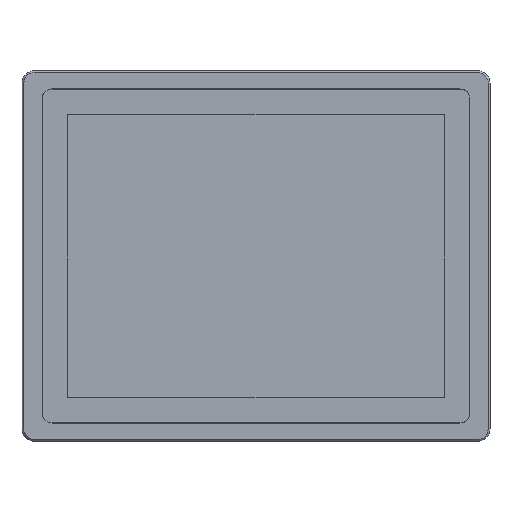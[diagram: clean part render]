
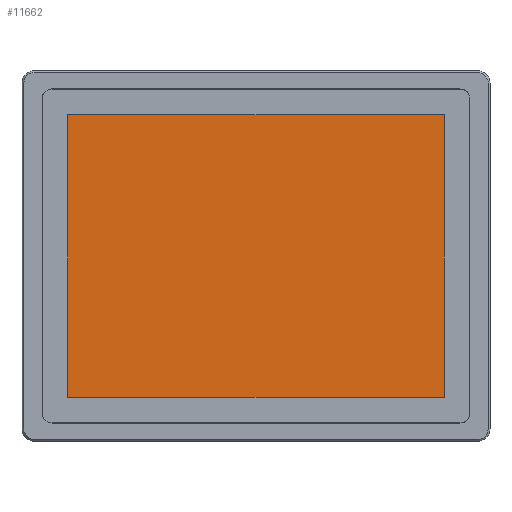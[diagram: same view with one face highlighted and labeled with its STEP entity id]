
A CAD part, top view. The second image highlights one B-rep face of the part: STEP entity #11662.
In plain terms, the highlighted planar face has unit normal (0, 0, 1).
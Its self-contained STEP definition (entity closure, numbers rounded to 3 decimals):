
#3205 = CARTESIAN_POINT ( 'NONE',  ( -199.54, -61.585, 12.8 ) ) ;
#6812 = EDGE_CURVE ( 'NONE', #46143, #67001, #76965, .T. ) ;
#11662 = ADVANCED_FACE ( 'NONE', ( #78795 ), #63371, .T. ) ;
#12595 = CARTESIAN_POINT ( 'NONE',  ( 105.46, 167.425, 12.8 ) ) ;
#12836 = LINE ( 'NONE', #34428, #49785 ) ;
#14796 = ORIENTED_EDGE ( 'NONE', *, *, #51412, .T. ) ;
#19447 = ORIENTED_EDGE ( 'NONE', *, *, #75699, .T. ) ;
#20848 = VECTOR ( 'NONE', #75210, 1000. ) ;
#22186 = CARTESIAN_POINT ( 'NONE',  ( 105.46, 167.425, 12.8 ) ) ;
#26148 = DIRECTION ( 'NONE',  ( 0., 1., 0. ) ) ;
#33007 = DIRECTION ( 'NONE',  ( 0., 0., 1. ) ) ;
#33824 = DIRECTION ( 'NONE',  ( 1., 0., 0. ) ) ;
#34428 = CARTESIAN_POINT ( 'NONE',  ( 105.46, -61.585, 12.8 ) ) ;
#35219 = LINE ( 'NONE', #3205, #63844 ) ;
#39481 = EDGE_LOOP ( 'NONE', ( #85051, #94147, #19447, #14796 ) ) ;
#46143 = VERTEX_POINT ( 'NONE', #12595 ) ;
#47711 = CARTESIAN_POINT ( 'NONE',  ( -47.04, 52.92, 12.8 ) ) ;
#48895 = EDGE_CURVE ( 'NONE', #89727, #46143, #12836, .T. ) ;
#49785 = VECTOR ( 'NONE', #26148, 1000. ) ;
#50146 = VERTEX_POINT ( 'NONE', #87978 ) ;
#51412 = EDGE_CURVE ( 'NONE', #50146, #89727, #35219, .T. ) ;
#63371 = PLANE ( 'NONE',  #85452 ) ;
#63844 = VECTOR ( 'NONE', #33824, 1000. ) ;
#67001 = VERTEX_POINT ( 'NONE', #89080 ) ;
#72277 = VECTOR ( 'NONE', #79699, 1000. ) ;
#75210 = DIRECTION ( 'NONE',  ( -1., 0., 0. ) ) ;
#75699 = EDGE_CURVE ( 'NONE', #67001, #50146, #79484, .T. ) ;
#76965 = LINE ( 'NONE', #22186, #20848 ) ;
#77769 = DIRECTION ( 'NONE',  ( 1., 0., 0. ) ) ;
#78795 = FACE_OUTER_BOUND ( 'NONE', #39481, .T. ) ;
#79484 = LINE ( 'NONE', #94708, #72277 ) ;
#79699 = DIRECTION ( 'NONE',  ( 0., -1., 0. ) ) ;
#85051 = ORIENTED_EDGE ( 'NONE', *, *, #48895, .T. ) ;
#85452 = AXIS2_PLACEMENT_3D ( 'NONE', #47711, #33007, #77769 ) ;
#87978 = CARTESIAN_POINT ( 'NONE',  ( -199.54, -61.585, 12.8 ) ) ;
#89080 = CARTESIAN_POINT ( 'NONE',  ( -199.54, 167.425, 12.8 ) ) ;
#89727 = VERTEX_POINT ( 'NONE', #96924 ) ;
#94147 = ORIENTED_EDGE ( 'NONE', *, *, #6812, .T. ) ;
#94708 = CARTESIAN_POINT ( 'NONE',  ( -199.54, 167.425, 12.8 ) ) ;
#96924 = CARTESIAN_POINT ( 'NONE',  ( 105.46, -61.585, 12.8 ) ) ;
